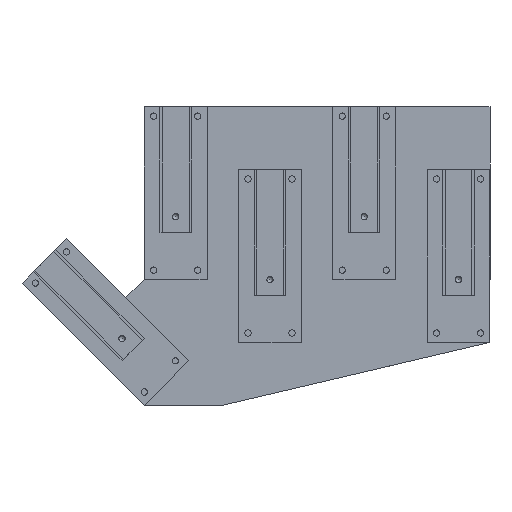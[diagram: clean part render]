
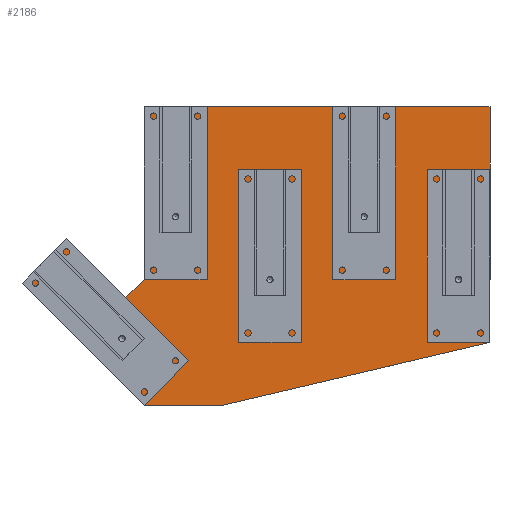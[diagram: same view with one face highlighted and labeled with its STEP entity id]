
A CAD part, top view. The second image highlights one B-rep face of the part: STEP entity #2186.
In plain terms, the highlighted planar face has unit normal (0, 0, 1).
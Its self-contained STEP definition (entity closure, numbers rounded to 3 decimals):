
#155=FACE_OUTER_BOUND('',#272,.T.);
#272=EDGE_LOOP('',(#1504,#1505,#1506,#1507,#1508,#1509,#1510,#1511,#1512,
#1513));
#426=LINE('',#3083,#686);
#429=LINE('',#3089,#689);
#432=LINE('',#3095,#692);
#435=LINE('',#3101,#695);
#438=LINE('',#3107,#698);
#441=LINE('',#3113,#701);
#444=LINE('',#3119,#704);
#447=LINE('',#3125,#707);
#450=LINE('',#3131,#710);
#453=LINE('',#3135,#713);
#686=VECTOR('',#2485,10.);
#689=VECTOR('',#2490,10.);
#692=VECTOR('',#2495,10.);
#695=VECTOR('',#2500,10.);
#698=VECTOR('',#2505,10.);
#701=VECTOR('',#2510,10.);
#704=VECTOR('',#2515,10.);
#707=VECTOR('',#2520,10.);
#710=VECTOR('',#2525,10.);
#713=VECTOR('',#2530,10.);
#946=VERTEX_POINT('',#3080);
#947=VERTEX_POINT('',#3082);
#949=VERTEX_POINT('',#3088);
#951=VERTEX_POINT('',#3094);
#953=VERTEX_POINT('',#3100);
#955=VERTEX_POINT('',#3106);
#957=VERTEX_POINT('',#3112);
#959=VERTEX_POINT('',#3118);
#961=VERTEX_POINT('',#3124);
#963=VERTEX_POINT('',#3130);
#1156=EDGE_CURVE('',#947,#946,#426,.T.);
#1159=EDGE_CURVE('',#949,#947,#429,.T.);
#1162=EDGE_CURVE('',#951,#949,#432,.T.);
#1165=EDGE_CURVE('',#953,#951,#435,.T.);
#1168=EDGE_CURVE('',#955,#953,#438,.T.);
#1171=EDGE_CURVE('',#957,#955,#441,.T.);
#1174=EDGE_CURVE('',#959,#957,#444,.T.);
#1177=EDGE_CURVE('',#961,#959,#447,.T.);
#1180=EDGE_CURVE('',#963,#961,#450,.T.);
#1183=EDGE_CURVE('',#946,#963,#453,.T.);
#1504=ORIENTED_EDGE('',*,*,#1183,.T.);
#1505=ORIENTED_EDGE('',*,*,#1180,.T.);
#1506=ORIENTED_EDGE('',*,*,#1177,.T.);
#1507=ORIENTED_EDGE('',*,*,#1174,.T.);
#1508=ORIENTED_EDGE('',*,*,#1171,.T.);
#1509=ORIENTED_EDGE('',*,*,#1168,.T.);
#1510=ORIENTED_EDGE('',*,*,#1165,.T.);
#1511=ORIENTED_EDGE('',*,*,#1162,.T.);
#1512=ORIENTED_EDGE('',*,*,#1159,.T.);
#1513=ORIENTED_EDGE('',*,*,#1156,.T.);
#2094=PLANE('',#2322);
#2186=ADVANCED_FACE('',(#155),#2094,.T.);
#2322=AXIS2_PLACEMENT_3D('',#3136,#2531,#2532);
#2485=DIRECTION('',(0.,-1.,0.));
#2490=DIRECTION('',(-1.,0.,0.));
#2495=DIRECTION('',(0.,1.,0.));
#2500=DIRECTION('',(0.,1.,0.));
#2505=DIRECTION('',(0.973,0.229,0.));
#2510=DIRECTION('',(1.,0.,0.));
#2515=DIRECTION('',(0.707,-0.707,0.));
#2520=DIRECTION('',(-0.707,-0.707,0.));
#2525=DIRECTION('',(-0.707,0.707,0.));
#2530=DIRECTION('',(-0.707,-0.707,0.));
#2531=DIRECTION('center_axis',(0.,0.,1.));
#2532=DIRECTION('ref_axis',(1.,0.,0.));
#3080=CARTESIAN_POINT('',(-200.,-155.,0.5));
#3082=CARTESIAN_POINT('',(-200.,-100.,0.5));
#3083=CARTESIAN_POINT('',(-200.,-155.,0.5));
#3088=CARTESIAN_POINT('',(-90.,-100.,0.5));
#3089=CARTESIAN_POINT('',(-200.,-100.,0.5));
#3094=CARTESIAN_POINT('',(-90.,-155.,0.5));
#3095=CARTESIAN_POINT('',(-90.,-100.,0.5));
#3100=CARTESIAN_POINT('',(-90.,-175.,0.5));
#3101=CARTESIAN_POINT('',(-90.,-175.,0.5));
#3106=CARTESIAN_POINT('',(-175.,-195.,0.5));
#3107=CARTESIAN_POINT('',(-90.,-175.,0.5));
#3112=CARTESIAN_POINT('',(-200.,-195.,0.5));
#3113=CARTESIAN_POINT('',(-175.,-195.,0.5));
#3118=CARTESIAN_POINT('',(-238.891,-156.109,0.5));
#3119=CARTESIAN_POINT('',(-200.,-195.,0.5));
#3124=CARTESIAN_POINT('',(-224.749,-141.967,0.5));
#3125=CARTESIAN_POINT('',(-238.891,-156.109,0.5));
#3130=CARTESIAN_POINT('',(-205.858,-160.858,0.5));
#3131=CARTESIAN_POINT('',(-205.858,-160.858,0.5));
#3135=CARTESIAN_POINT('',(-200.,-155.,0.5));
#3136=CARTESIAN_POINT('Origin',(-164.445,-147.5,0.5));
